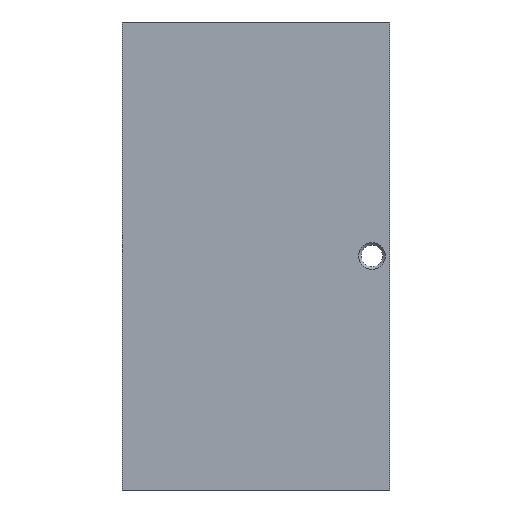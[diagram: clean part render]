
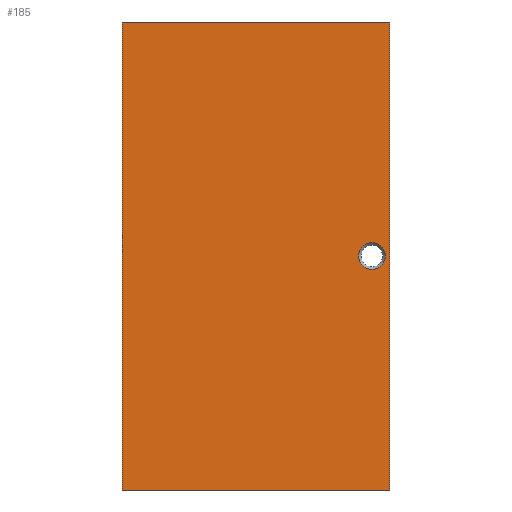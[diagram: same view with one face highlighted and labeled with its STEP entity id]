
A CAD part, front view. The second image highlights one B-rep face of the part: STEP entity #185.
In plain terms, the highlighted planar face has unit normal (0, -1, 0).
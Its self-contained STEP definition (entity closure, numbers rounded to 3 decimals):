
#16=FACE_BOUND('',#47,.T.);
#24=PLANE('',#221);
#35=FACE_OUTER_BOUND('',#46,.T.);
#46=EDGE_LOOP('',(#170,#171,#172,#173));
#47=EDGE_LOOP('',(#174));
#58=LINE('',#300,#78);
#62=LINE('',#307,#82);
#65=LINE('',#313,#85);
#66=LINE('',#315,#86);
#78=VECTOR('',#250,10.);
#82=VECTOR('',#256,10.);
#85=VECTOR('',#261,10.);
#86=VECTOR('',#264,10.);
#88=CIRCLE('',#210,1.5);
#91=VERTEX_POINT('',#272);
#100=VERTEX_POINT('',#297);
#101=VERTEX_POINT('',#299);
#103=VERTEX_POINT('',#305);
#105=VERTEX_POINT('',#311);
#106=EDGE_CURVE('',#91,#91,#88,.T.);
#119=EDGE_CURVE('',#100,#101,#58,.T.);
#123=EDGE_CURVE('',#103,#100,#62,.T.);
#126=EDGE_CURVE('',#105,#103,#65,.T.);
#127=EDGE_CURVE('',#101,#105,#66,.T.);
#170=ORIENTED_EDGE('',*,*,#123,.F.);
#171=ORIENTED_EDGE('',*,*,#126,.F.);
#172=ORIENTED_EDGE('',*,*,#127,.F.);
#173=ORIENTED_EDGE('',*,*,#119,.F.);
#174=ORIENTED_EDGE('',*,*,#106,.T.);
#185=ADVANCED_FACE('',(#35,#16),#24,.F.);
#210=AXIS2_PLACEMENT_3D('',#273,#226,#227);
#221=AXIS2_PLACEMENT_3D('',#318,#268,#269);
#226=DIRECTION('center_axis',(0.,1.,0.));
#227=DIRECTION('ref_axis',(1.,0.,0.));
#250=DIRECTION('',(1.,0.,0.));
#256=DIRECTION('',(0.,0.,1.));
#261=DIRECTION('',(-1.,0.,0.));
#264=DIRECTION('',(0.,0.,-1.));
#268=DIRECTION('center_axis',(0.,1.,0.));
#269=DIRECTION('ref_axis',(0.,0.,1.));
#272=CARTESIAN_POINT('',(11.5,0.,0.));
#273=CARTESIAN_POINT('Origin',(13.,0.,0.));
#297=CARTESIAN_POINT('',(-15.,0.,26.25));
#299=CARTESIAN_POINT('',(15.,0.,26.25));
#300=CARTESIAN_POINT('',(-15.,0.,26.25));
#305=CARTESIAN_POINT('',(-15.,0.,-26.25));
#307=CARTESIAN_POINT('',(-15.,0.,-26.25));
#311=CARTESIAN_POINT('',(15.,0.,-26.25));
#313=CARTESIAN_POINT('',(15.,0.,-26.25));
#315=CARTESIAN_POINT('',(15.,0.,26.25));
#318=CARTESIAN_POINT('Origin',(0.,0.,0.));
